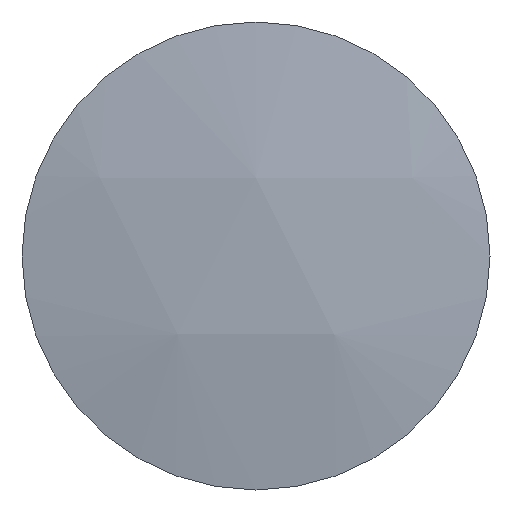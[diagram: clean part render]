
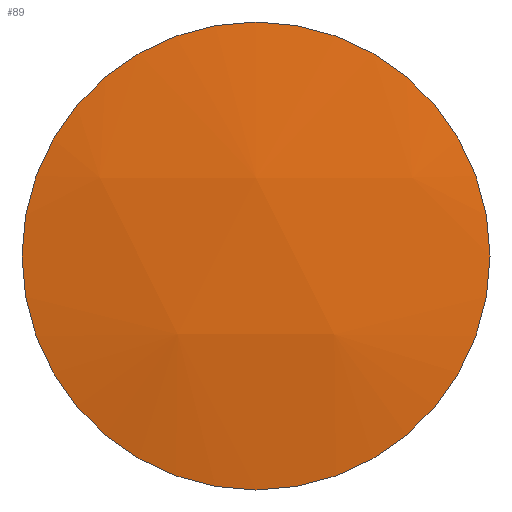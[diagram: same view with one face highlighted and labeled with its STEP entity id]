
A CAD part, left-side view. The second image highlights one B-rep face of the part: STEP entity #89.
In plain terms, the highlighted spherical face has radius 24.821 mm.
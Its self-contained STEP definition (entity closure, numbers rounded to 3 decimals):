
#5 = CIRCLE ( 'NONE', #19, 4.957 ) ;
#14 = VERTEX_POINT ( 'NONE', #31 ) ;
#15 = DIRECTION ( 'NONE',  ( 0., 0., -1. ) ) ;
#19 = AXIS2_PLACEMENT_3D ( 'NONE', #30, #47, #66 ) ;
#30 = CARTESIAN_POINT ( 'NONE',  ( 0.5, 0., 0. ) ) ;
#31 = CARTESIAN_POINT ( 'NONE',  ( 0.5, 0., 4.957 ) ) ;
#34 = ORIENTED_EDGE ( 'NONE', *, *, #105, .T. ) ;
#35 = DIRECTION ( 'NONE',  ( 0., 1., 0. ) ) ;
#47 = DIRECTION ( 'NONE',  ( -1., 0., 0. ) ) ;
#55 = SPHERICAL_SURFACE ( 'NONE', #90, 24.821 ) ;
#56 = CARTESIAN_POINT ( 'NONE',  ( 24.821, 0., 0. ) ) ;
#60 = EDGE_LOOP ( 'NONE', ( #34 ) ) ;
#66 = DIRECTION ( 'NONE',  ( 0., 0., 1. ) ) ;
#79 = FACE_OUTER_BOUND ( 'NONE', #60, .T. ) ;
#89 = ADVANCED_FACE ( 'NONE', ( #79 ), #55, .T. ) ;
#90 = AXIS2_PLACEMENT_3D ( 'NONE', #56, #15, #35 ) ;
#105 = EDGE_CURVE ( 'NONE', #14, #14, #5, .T. ) ;
